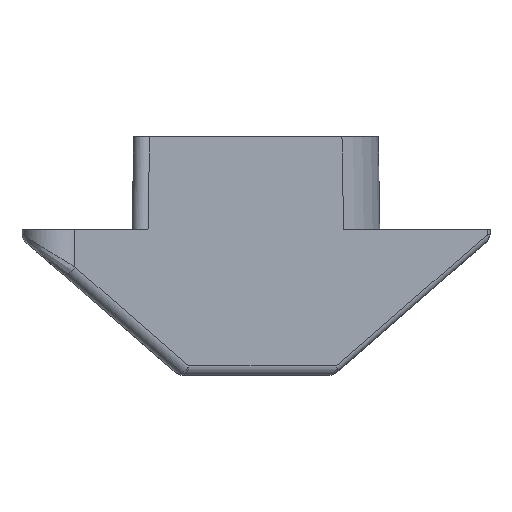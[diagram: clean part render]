
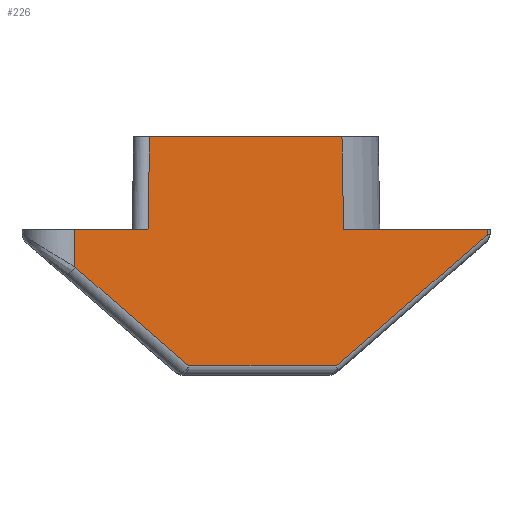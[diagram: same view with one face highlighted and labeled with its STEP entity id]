
A CAD part, left-side view. The second image highlights one B-rep face of the part: STEP entity #226.
In plain terms, the highlighted planar face has unit normal (-0.707, -0.707, 0).
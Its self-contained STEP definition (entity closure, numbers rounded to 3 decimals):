
#226=ADVANCED_FACE('',(#299),#300,.F.);
#299=FACE_OUTER_BOUND('',#458,.T.);
#300=PLANE('',#459);
#458=EDGE_LOOP('',(#759,#760,#761,#762,#763,#764,#765,#766,#767,#768));
#459=AXIS2_PLACEMENT_3D('',#769,#770,#771);
#759=ORIENTED_EDGE('',*,*,#929,.F.);
#760=ORIENTED_EDGE('',*,*,#925,.F.);
#761=ORIENTED_EDGE('',*,*,#922,.F.);
#762=ORIENTED_EDGE('',*,*,#920,.F.);
#763=ORIENTED_EDGE('',*,*,#840,.F.);
#764=ORIENTED_EDGE('',*,*,#919,.F.);
#765=ORIENTED_EDGE('',*,*,#918,.F.);
#766=ORIENTED_EDGE('',*,*,#917,.F.);
#767=ORIENTED_EDGE('',*,*,#915,.F.);
#768=ORIENTED_EDGE('',*,*,#931,.F.);
#769=CARTESIAN_POINT('',(4.471,-10.057,-4.7));
#770=DIRECTION('',(0.707,0.707,0.));
#771=DIRECTION('',(-0.707,0.707,0.));
#840=EDGE_CURVE('',#934,#935,#936,.T.);
#915=EDGE_CURVE('',#1058,#1056,#1060,.F.);
#917=EDGE_CURVE('',#1056,#1004,#1062,.T.);
#918=EDGE_CURVE('',#1004,#1047,#1063,.T.);
#919=EDGE_CURVE('',#1047,#934,#1064,.T.);
#920=EDGE_CURVE('',#935,#1065,#1066,.F.);
#922=EDGE_CURVE('',#1065,#1068,#1069,.T.);
#925=EDGE_CURVE('',#1068,#1073,#1074,.F.);
#929=EDGE_CURVE('',#1073,#1077,#1079,.T.);
#931=EDGE_CURVE('',#1077,#1058,#1081,.F.);
#934=VERTEX_POINT('',#1084);
#935=VERTEX_POINT('',#1085);
#936=LINE('',#1086,#1087);
#1004=VERTEX_POINT('',#1226);
#1047=VERTEX_POINT('',#1297);
#1056=VERTEX_POINT('',#1309);
#1058=VERTEX_POINT('',#1311);
#1060=LINE('',#1313,#1314);
#1062=LINE('',#1316,#1317);
#1063=LINE('',#1318,#1319);
#1064=LINE('',#1320,#1321);
#1065=VERTEX_POINT('',#1322);
#1066=LINE('',#1323,#1324);
#1068=VERTEX_POINT('',#1326);
#1069=LINE('',#1327,#1328);
#1073=VERTEX_POINT('',#1332);
#1074=LINE('',#1333,#1334);
#1077=VERTEX_POINT('',#1337);
#1079=LINE('',#1339,#1340);
#1081=LINE('',#1342,#1343);
#1084=CARTESIAN_POINT('',(-11.441,5.855,-1.202));
#1085=CARTESIAN_POINT('',(-11.441,5.855,0.));
#1086=CARTESIAN_POINT('',(-11.441,5.855,-4.7));
#1087=VECTOR('',#1355,1.0);
#1226=CARTESIAN_POINT('',(-2.986,-2.6,-4.4));
#1297=CARTESIAN_POINT('',(-7.762,2.176,-4.4));
#1309=CARTESIAN_POINT('',(1.888,-7.474,-0.163));
#1311=CARTESIAN_POINT('',(1.888,-7.474,0.));
#1313=CARTESIAN_POINT('',(1.888,-7.474,-4.7));
#1314=VECTOR('',#1480,1.0);
#1316=CARTESIAN_POINT('',(1.888,-7.474,-0.163));
#1317=VECTOR('',#1484,1.0);
#1318=CARTESIAN_POINT('',(4.471,-10.057,-4.4));
#1319=VECTOR('',#1485,1.0);
#1320=CARTESIAN_POINT('',(-7.762,2.176,-4.4));
#1321=VECTOR('',#1486,1.0);
#1322=CARTESIAN_POINT('',(-9.076,3.49,0.));
#1323=CARTESIAN_POINT('',(4.471,-10.057,0.));
#1324=VECTOR('',#1487,1.0);
#1326=CARTESIAN_POINT('',(-9.024,3.438,3.0));
#1327=CARTESIAN_POINT('',(-9.076,3.49,0.));
#1328=VECTOR('',#1491,1.0);
#1332=CARTESIAN_POINT('',(-2.808,-2.778,3.0));
#1333=CARTESIAN_POINT('',(4.471,-10.057,3.0));
#1334=VECTOR('',#1498,1.0);
#1337=CARTESIAN_POINT('',(-2.756,-2.83,0.));
#1339=CARTESIAN_POINT('',(-2.808,-2.778,3.0));
#1340=VECTOR('',#1508,1.0);
#1342=CARTESIAN_POINT('',(4.471,-10.057,0.));
#1343=VECTOR('',#1512,1.0);
#1355=DIRECTION('',(0.,0.,1.0));
#1480=DIRECTION('',(0.,0.,1.0));
#1484=DIRECTION('',(-0.602,0.602,-0.524));
#1485=DIRECTION('',(-0.707,0.707,0.));
#1486=DIRECTION('',(-0.602,0.602,0.524));
#1487=DIRECTION('',(-0.707,0.707,0.));
#1491=DIRECTION('',(0.017,-0.017,1.));
#1498=DIRECTION('',(-0.707,0.707,0.));
#1508=DIRECTION('',(0.017,-0.017,-1.));
#1512=DIRECTION('',(-0.707,0.707,0.));
